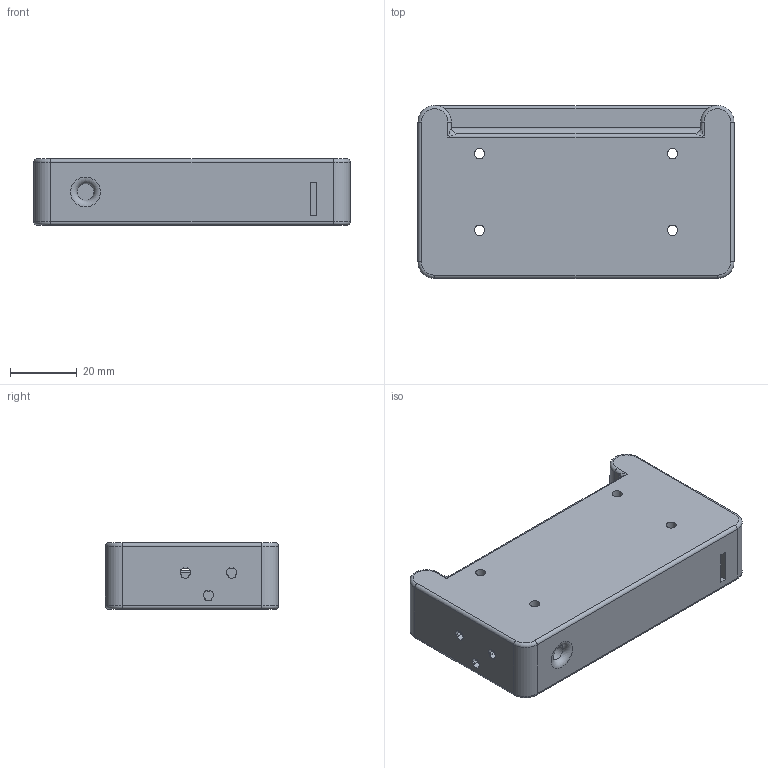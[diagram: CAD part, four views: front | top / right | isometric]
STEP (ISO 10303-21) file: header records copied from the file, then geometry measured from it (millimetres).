
FILE_DESCRIPTION(/* description */ ('STEP AP242','CAx-IF Rec.Pracs.---Representation and Presentation of Product Manufacturing Information (PMI)---4.0---2014-10-13','CAx-IF Rec.Pracs.---3D Tessellated Geometry---0.4---2014-09-14','2;1'),/* implementation_level */ '2;1');
FILE_NAME(/* name */ '687161888a143a5e0a53d85c',/* time_stamp */ '2025-07-11T19:10:01Z',/* author */ (''),/* organization */ (''),/* preprocessor_version */ 'ST-DEVELOPER v20',/* originating_system */ 'ONSHAPE BY PTC INC, 1.200',/* authorisation */ ' ');
FILE_SCHEMA (('AP242_MANAGED_MODEL_BASED_3D_ENGINEERING_MIM_LF { 1 0 10303 442 1 1 4 }'));
Length unit declared in the file: metre
Products named in the file (1): PiCase
Bounding box: 95 x 52 x 20 mm (x, y, z)
Volume: 48886.1 mm3; surface area: 20990.3 mm2
Topology: 1 solids, 5 shells, 173 faces, 421 edges, 265 vertices
Faces by surface type: cylinder 92, plane 47, torus 32, bspline 2
Full cylindrical faces by diameter (mm): 3.1 x4, 3.5 x3, 5 x1, 5.3 x4, 5.78 x3
Entity records: 5216 total; most frequent: CARTESIAN_POINT 1015, DIRECTION 942, ORIENTED_EDGE 804, EDGE_CURVE 402, AXIS2_PLACEMENT_3D 388, VERTEX_POINT 265, EDGE_LOOP 227, FACE_BOUND 227
